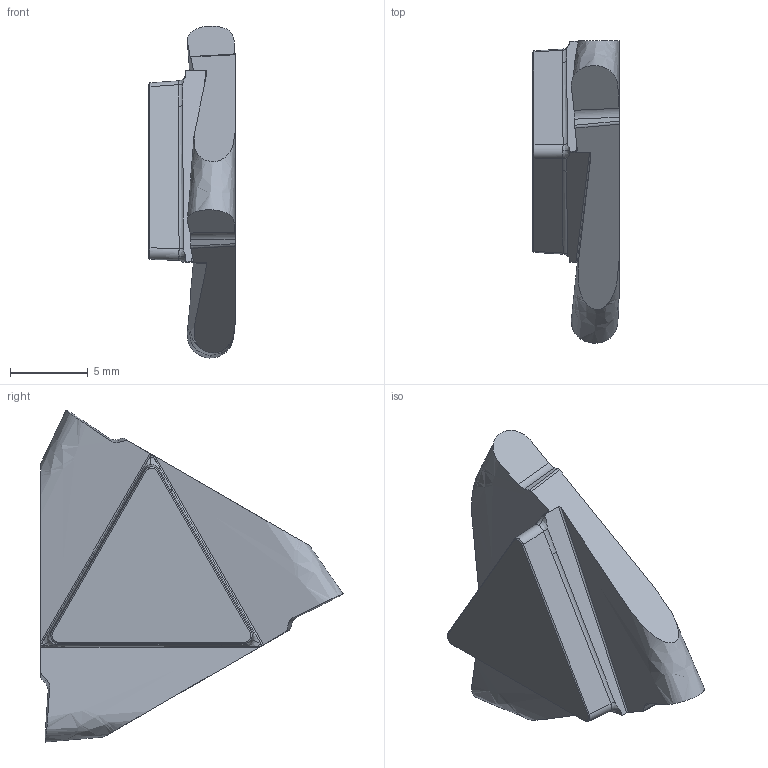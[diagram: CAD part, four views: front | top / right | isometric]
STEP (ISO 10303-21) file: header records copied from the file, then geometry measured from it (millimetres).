
FILE_DESCRIPTION(/* description */ (''),/* implementation_level */ '2;1');
FILE_NAME(/* name */ 'aaa320908_a.stp',/* time_stamp */ '2018-07-04T14:13:55+02:00',/* author */ (''),/* organization */ ('SMS'),/* preprocessor_version */ 'ST-DEVELOPER v15',/* originating_system */ 'SIEMENS PLM Software NX 8.5',/* authorisation */ '');
FILE_SCHEMA (('AUTOMOTIVE_DESIGN { 1 0 10303 214 3 1 1 1 }'));
Length unit declared in the file: millimetre
Products named in the file (1): AAA320908_A
Bounding box: 5.54 x 19.42 x 21.33 mm (x, y, z)
Volume: 864.1 mm3; surface area: 763.9 mm2
Topology: 1 solids, 1 shells, 56 faces, 148 edges, 96 vertices
Faces by surface type: plane 23, bspline 18, cylinder 12, torus 3
Entity records: 2649 total; most frequent: CARTESIAN_POINT 1397, ORIENTED_EDGE 294, DIRECTION 187, EDGE_CURVE 147, VERTEX_POINT 93, B_SPLINE_CURVE_WITH_KNOTS 73, AXIS2_PLACEMENT_3D 71, ADVANCED_FACE 56
